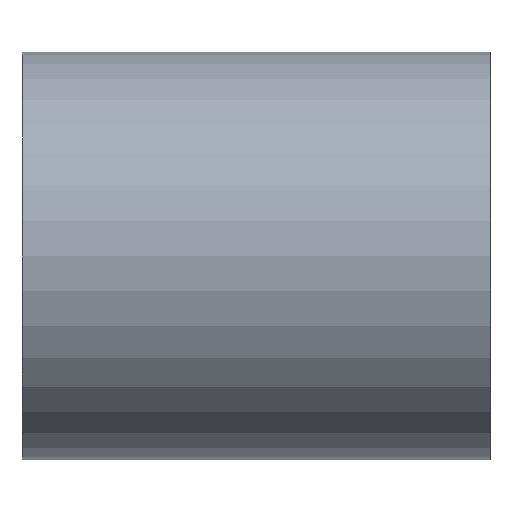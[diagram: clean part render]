
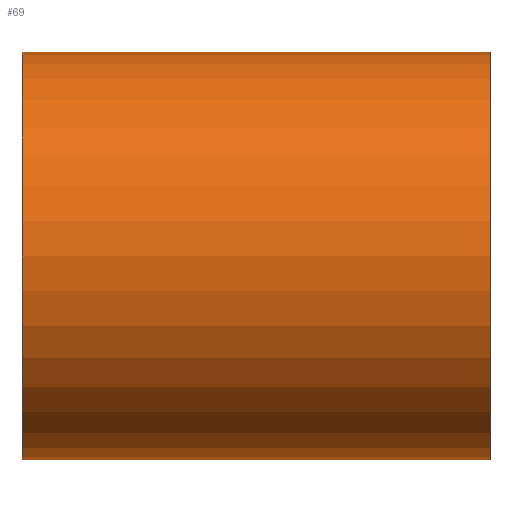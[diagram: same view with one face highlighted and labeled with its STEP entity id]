
A CAD part, front view. The second image highlights one B-rep face of the part: STEP entity #69.
In plain terms, the highlighted cylindrical face has radius 34.85 mm (diameter 69.7 mm), a full revolution.
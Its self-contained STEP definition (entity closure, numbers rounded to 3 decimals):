
#69 = ADVANCED_FACE( '', ( #162, #163 ), #164, .T. );
#162 = FACE_OUTER_BOUND( '', #277, .T. );
#163 = FACE_OUTER_BOUND( '', #278, .T. );
#164 = CYLINDRICAL_SURFACE( '', #279, 34.85 );
#277 = EDGE_LOOP( '', ( #439 ) );
#278 = EDGE_LOOP( '', ( #440 ) );
#279 = AXIS2_PLACEMENT_3D( '', #441, #442, #443 );
#439 = ORIENTED_EDGE( '', *, *, #756, .F. );
#440 = ORIENTED_EDGE( '', *, *, #706, .T. );
#441 = CARTESIAN_POINT( '', ( 80., 0., 0. ) );
#442 = DIRECTION( '', ( 1., 0., 0. ) );
#443 = DIRECTION( '', ( 0., 0., 1. ) );
#706 = EDGE_CURVE( '', #839, #839, #840, .T. );
#756 = EDGE_CURVE( '', #930, #930, #931, .T. );
#839 = VERTEX_POINT( '', #1038 );
#840 = CIRCLE( '', #1039, 34.85 );
#930 = VERTEX_POINT( '', #1155 );
#931 = CIRCLE( '', #1156, 34.85 );
#1038 = CARTESIAN_POINT( '', ( 0., 0., -34.85 ) );
#1039 = AXIS2_PLACEMENT_3D( '', #1300, #1301, #1302 );
#1155 = CARTESIAN_POINT( '', ( 80., 0., -34.85 ) );
#1156 = AXIS2_PLACEMENT_3D( '', #1383, #1384, #1385 );
#1300 = CARTESIAN_POINT( '', ( 0., 0., 0. ) );
#1301 = DIRECTION( '', ( 1., 0., 0. ) );
#1302 = DIRECTION( '', ( 0., 0., -1. ) );
#1383 = CARTESIAN_POINT( '', ( 80., 0., 0. ) );
#1384 = DIRECTION( '', ( 1., 0., 0. ) );
#1385 = DIRECTION( '', ( 0., 0., -1. ) );
